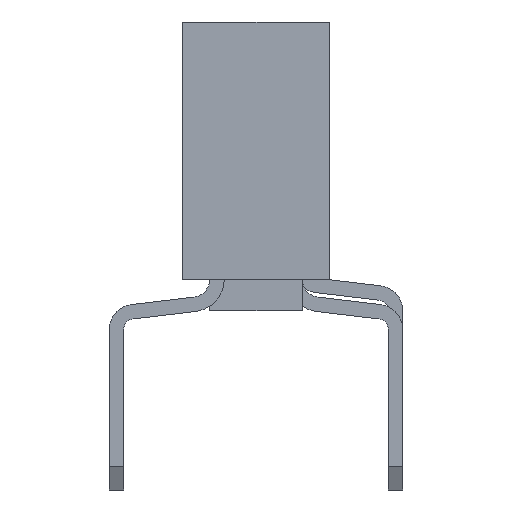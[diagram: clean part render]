
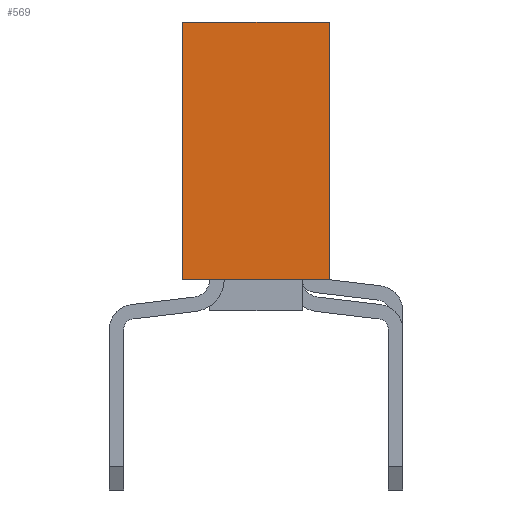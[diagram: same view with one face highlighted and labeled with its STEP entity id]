
A CAD part, left-side view. The second image highlights one B-rep face of the part: STEP entity #569.
In plain terms, the highlighted planar face has unit normal (-1, 0, 0).
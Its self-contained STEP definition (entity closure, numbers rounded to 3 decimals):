
#569 = ADVANCED_FACE( '', ( #1289 ), #1290, .T. );
#1289 = FACE_OUTER_BOUND( '', #2155, .T. );
#1290 = PLANE( '', #2156 );
#2155 = EDGE_LOOP( '', ( #3867, #3868, #3869, #3870 ) );
#2156 = AXIS2_PLACEMENT_3D( '', #3871, #3872, #3873 );
#3867 = ORIENTED_EDGE( '', *, *, #5743, .F. );
#3868 = ORIENTED_EDGE( '', *, *, #5360, .F. );
#3869 = ORIENTED_EDGE( '', *, *, #5589, .T. );
#3870 = ORIENTED_EDGE( '', *, *, #5726, .T. );
#3871 = CARTESIAN_POINT( '', ( -13., -1.27, -2.225 ) );
#3872 = DIRECTION( '', ( -1., 0., 0. ) );
#3873 = DIRECTION( '', ( 0., 0., 1. ) );
#5360 = EDGE_CURVE( '', #6518, #6514, #6520, .T. );
#5589 = EDGE_CURVE( '', #6518, #6864, #6865, .T. );
#5726 = EDGE_CURVE( '', #6864, #7054, #7056, .T. );
#5743 = EDGE_CURVE( '', #6514, #7054, #7078, .T. );
#6514 = VERTEX_POINT( '', #8215 );
#6518 = VERTEX_POINT( '', #8221 );
#6520 = LINE( '', #8224, #8225 );
#6864 = VERTEX_POINT( '', #8746 );
#6865 = LINE( '', #8747, #8748 );
#7054 = VERTEX_POINT( '', #9035 );
#7056 = LINE( '', #9038, #9039 );
#7078 = LINE( '', #9075, #9076 );
#8215 = CARTESIAN_POINT( '', ( -13., 1.27, -2.225 ) );
#8221 = CARTESIAN_POINT( '', ( -13., -1.27, -2.225 ) );
#8224 = CARTESIAN_POINT( '', ( -13., -1.27, -2.225 ) );
#8225 = VECTOR( '', #9898, 1000. );
#8746 = CARTESIAN_POINT( '', ( -13., -1.27, 2.225 ) );
#8747 = CARTESIAN_POINT( '', ( -13., -1.27, -2.225 ) );
#8748 = VECTOR( '', #10112, 1000. );
#9035 = CARTESIAN_POINT( '', ( -13., 1.27, 2.225 ) );
#9038 = CARTESIAN_POINT( '', ( -13., -1.27, 2.225 ) );
#9039 = VECTOR( '', #10227, 1000. );
#9075 = CARTESIAN_POINT( '', ( -13., 1.27, -2.225 ) );
#9076 = VECTOR( '', #10242, 1000. );
#9898 = DIRECTION( '', ( 0., 1., 0. ) );
#10112 = DIRECTION( '', ( 0., 0., 1. ) );
#10227 = DIRECTION( '', ( 0., 1., 0. ) );
#10242 = DIRECTION( '', ( 0., 0., 1. ) );
